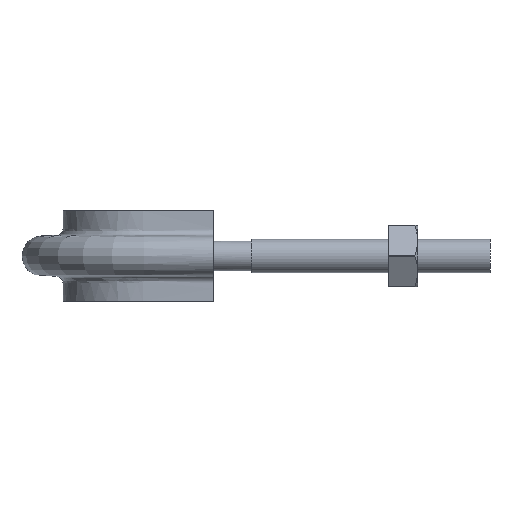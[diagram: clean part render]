
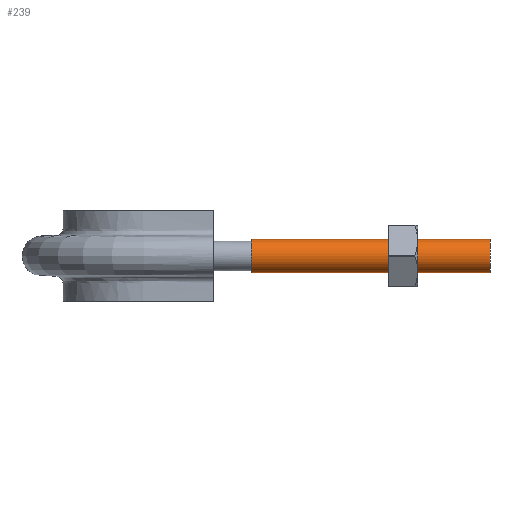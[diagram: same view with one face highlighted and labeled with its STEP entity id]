
A CAD part, left-side view. The second image highlights one B-rep face of the part: STEP entity #239.
In plain terms, the highlighted cylindrical face has radius 4.6 mm (diameter 9.2 mm), a full revolution.
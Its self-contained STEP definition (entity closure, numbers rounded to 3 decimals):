
#239 = ADVANCED_FACE( '', ( #340, #341 ), #342, .T. );
#340 = FACE_OUTER_BOUND( '', #1183, .T. );
#341 = FACE_OUTER_BOUND( '', #1184, .T. );
#342 = CYLINDRICAL_SURFACE( '', #1185, 4.6 );
#1183 = EDGE_LOOP( '', ( #1449 ) );
#1184 = EDGE_LOOP( '', ( #1450 ) );
#1185 = AXIS2_PLACEMENT_3D( '', #1451, #1452, #1453 );
#1449 = ORIENTED_EDGE( '', *, *, #1883, .T. );
#1450 = ORIENTED_EDGE( '', *, *, #1884, .F. );
#1451 = CARTESIAN_POINT( '', ( -28., 66., 0. ) );
#1452 = DIRECTION( '', ( 0., 1., 0. ) );
#1453 = DIRECTION( '', ( -1., 0., 0. ) );
#1883 = EDGE_CURVE( '', #2059, #2059, #2060, .T. );
#1884 = EDGE_CURVE( '', #2061, #2061, #2062, .T. );
#2059 = VERTEX_POINT( '', #2525 );
#2060 = CIRCLE( '', #2526, 4.6 );
#2061 = VERTEX_POINT( '', #2527 );
#2062 = CIRCLE( '', #2528, 4.6 );
#2525 = CARTESIAN_POINT( '', ( -32.6, 66., 0. ) );
#2526 = AXIS2_PLACEMENT_3D( '', #2933, #2934, #2935 );
#2527 = CARTESIAN_POINT( '', ( -32.6, 0., 0. ) );
#2528 = AXIS2_PLACEMENT_3D( '', #2936, #2937, #2938 );
#2933 = CARTESIAN_POINT( '', ( -28., 66., 0. ) );
#2934 = DIRECTION( '', ( 0., -1., 0. ) );
#2935 = DIRECTION( '', ( -1., 0., 0. ) );
#2936 = CARTESIAN_POINT( '', ( -28., 0., 0. ) );
#2937 = DIRECTION( '', ( 0., -1., 0. ) );
#2938 = DIRECTION( '', ( -1., 0., 0. ) );
